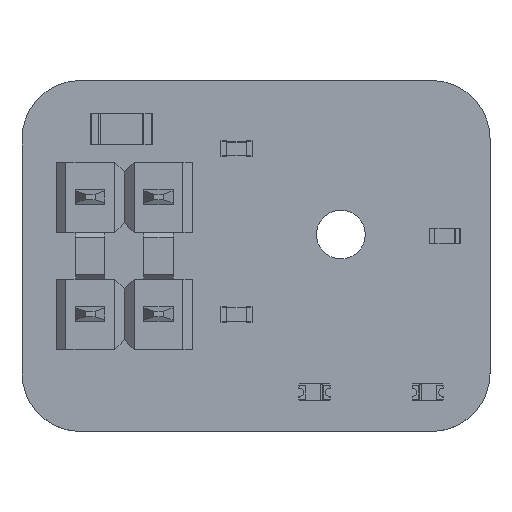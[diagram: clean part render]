
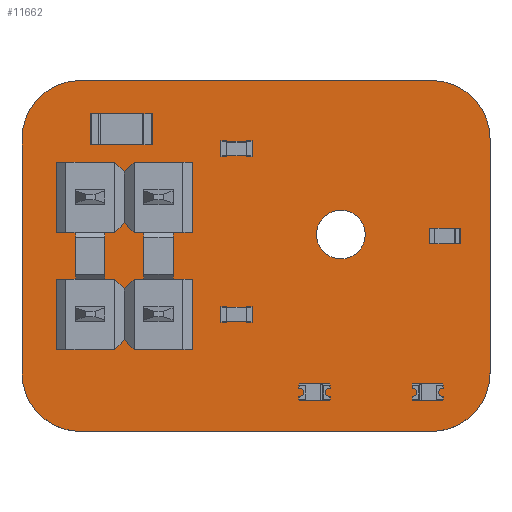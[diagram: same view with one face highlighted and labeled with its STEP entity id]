
A CAD part, top view. The second image highlights one B-rep face of the part: STEP entity #11662.
In plain terms, the highlighted planar face has unit normal (0, 0, 1).
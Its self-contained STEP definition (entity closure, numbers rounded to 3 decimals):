
#11458 = VERTEX_POINT('',#11459);
#11459 = CARTESIAN_POINT('',(164.,-82.,1.51));
#11465 = EDGE_CURVE('',#11458,#11466,#11468,.T.);
#11466 = VERTEX_POINT('',#11467);
#11467 = CARTESIAN_POINT('',(167.,-85.,1.51));
#11468 = CIRCLE('',#11469,3.);
#11469 = AXIS2_PLACEMENT_3D('',#11470,#11471,#11472);
#11470 = CARTESIAN_POINT('',(164.,-85.,1.51));
#11471 = DIRECTION('',(0.,0.,-1.));
#11472 = DIRECTION('',(0.,1.,0.));
#11500 = VERTEX_POINT('',#11501);
#11501 = CARTESIAN_POINT('',(146.,-82.,1.51));
#11507 = EDGE_CURVE('',#11500,#11458,#11508,.T.);
#11508 = LINE('',#11509,#11510);
#11509 = CARTESIAN_POINT('',(146.,-82.,1.51));
#11510 = VECTOR('',#11511,1.);
#11511 = DIRECTION('',(1.,0.,0.));
#11529 = EDGE_CURVE('',#11466,#11530,#11532,.T.);
#11530 = VERTEX_POINT('',#11531);
#11531 = CARTESIAN_POINT('',(167.,-97.,1.51));
#11532 = LINE('',#11533,#11534);
#11533 = CARTESIAN_POINT('',(167.,-85.,1.51));
#11534 = VECTOR('',#11535,1.);
#11535 = DIRECTION('',(0.,-1.,0.));
#11662 = ADVANCED_FACE('',(#11663,#11709,#11720,#11731,#11742,#11753),
  #11764,.T.);
#11663 = FACE_BOUND('',#11664,.T.);
#11664 = EDGE_LOOP('',(#11665,#11666,#11667,#11676,#11684,#11693,#11701,
    #11708));
#11665 = ORIENTED_EDGE('',*,*,#11465,.F.);
#11666 = ORIENTED_EDGE('',*,*,#11507,.F.);
#11667 = ORIENTED_EDGE('',*,*,#11668,.F.);
#11668 = EDGE_CURVE('',#11669,#11500,#11671,.T.);
#11669 = VERTEX_POINT('',#11670);
#11670 = CARTESIAN_POINT('',(143.,-85.,1.51));
#11671 = CIRCLE('',#11672,3.);
#11672 = AXIS2_PLACEMENT_3D('',#11673,#11674,#11675);
#11673 = CARTESIAN_POINT('',(146.,-85.,1.51));
#11674 = DIRECTION('',(0.,0.,-1.));
#11675 = DIRECTION('',(-1.,0.,0.));
#11676 = ORIENTED_EDGE('',*,*,#11677,.F.);
#11677 = EDGE_CURVE('',#11678,#11669,#11680,.T.);
#11678 = VERTEX_POINT('',#11679);
#11679 = CARTESIAN_POINT('',(143.,-97.,1.51));
#11680 = LINE('',#11681,#11682);
#11681 = CARTESIAN_POINT('',(143.,-97.,1.51));
#11682 = VECTOR('',#11683,1.);
#11683 = DIRECTION('',(0.,1.,0.));
#11684 = ORIENTED_EDGE('',*,*,#11685,.F.);
#11685 = EDGE_CURVE('',#11686,#11678,#11688,.T.);
#11686 = VERTEX_POINT('',#11687);
#11687 = CARTESIAN_POINT('',(146.,-100.,1.51));
#11688 = CIRCLE('',#11689,3.);
#11689 = AXIS2_PLACEMENT_3D('',#11690,#11691,#11692);
#11690 = CARTESIAN_POINT('',(146.,-97.,1.51));
#11691 = DIRECTION('',(0.,0.,-1.));
#11692 = DIRECTION('',(0.,-1.,-0.));
#11693 = ORIENTED_EDGE('',*,*,#11694,.F.);
#11694 = EDGE_CURVE('',#11695,#11686,#11697,.T.);
#11695 = VERTEX_POINT('',#11696);
#11696 = CARTESIAN_POINT('',(164.,-100.,1.51));
#11697 = LINE('',#11698,#11699);
#11698 = CARTESIAN_POINT('',(164.,-100.,1.51));
#11699 = VECTOR('',#11700,1.);
#11700 = DIRECTION('',(-1.,0.,0.));
#11701 = ORIENTED_EDGE('',*,*,#11702,.F.);
#11702 = EDGE_CURVE('',#11530,#11695,#11703,.T.);
#11703 = CIRCLE('',#11704,3.);
#11704 = AXIS2_PLACEMENT_3D('',#11705,#11706,#11707);
#11705 = CARTESIAN_POINT('',(164.,-97.,1.51));
#11706 = DIRECTION('',(0.,0.,-1.));
#11707 = DIRECTION('',(1.,0.,0.));
#11708 = ORIENTED_EDGE('',*,*,#11529,.F.);
#11709 = FACE_BOUND('',#11710,.T.);
#11710 = EDGE_LOOP('',(#11711));
#11711 = ORIENTED_EDGE('',*,*,#11712,.T.);
#11712 = EDGE_CURVE('',#11713,#11713,#11715,.T.);
#11713 = VERTEX_POINT('',#11714);
#11714 = CARTESIAN_POINT('',(146.5,-94.699,1.51));
#11715 = CIRCLE('',#11716,0.699);
#11716 = AXIS2_PLACEMENT_3D('',#11717,#11718,#11719);
#11717 = CARTESIAN_POINT('',(146.5,-94.,1.51));
#11718 = DIRECTION('',(-0.,0.,-1.));
#11719 = DIRECTION('',(-0.,-1.,0.));
#11720 = FACE_BOUND('',#11721,.T.);
#11721 = EDGE_LOOP('',(#11722));
#11722 = ORIENTED_EDGE('',*,*,#11723,.T.);
#11723 = EDGE_CURVE('',#11724,#11724,#11726,.T.);
#11724 = VERTEX_POINT('',#11725);
#11725 = CARTESIAN_POINT('',(150.,-94.699,1.51));
#11726 = CIRCLE('',#11727,0.699);
#11727 = AXIS2_PLACEMENT_3D('',#11728,#11729,#11730);
#11728 = CARTESIAN_POINT('',(150.,-94.,1.51));
#11729 = DIRECTION('',(-0.,0.,-1.));
#11730 = DIRECTION('',(-0.,-1.,0.));
#11731 = FACE_BOUND('',#11732,.T.);
#11732 = EDGE_LOOP('',(#11733));
#11733 = ORIENTED_EDGE('',*,*,#11734,.T.);
#11734 = EDGE_CURVE('',#11735,#11735,#11737,.T.);
#11735 = VERTEX_POINT('',#11736);
#11736 = CARTESIAN_POINT('',(146.5,-88.698,1.51));
#11737 = CIRCLE('',#11738,0.699);
#11738 = AXIS2_PLACEMENT_3D('',#11739,#11740,#11741);
#11739 = CARTESIAN_POINT('',(146.5,-88.,1.51));
#11740 = DIRECTION('',(-0.,0.,-1.));
#11741 = DIRECTION('',(-0.,-1.,0.));
#11742 = FACE_BOUND('',#11743,.T.);
#11743 = EDGE_LOOP('',(#11744));
#11744 = ORIENTED_EDGE('',*,*,#11745,.T.);
#11745 = EDGE_CURVE('',#11746,#11746,#11748,.T.);
#11746 = VERTEX_POINT('',#11747);
#11747 = CARTESIAN_POINT('',(150.,-88.698,1.51));
#11748 = CIRCLE('',#11749,0.699);
#11749 = AXIS2_PLACEMENT_3D('',#11750,#11751,#11752);
#11750 = CARTESIAN_POINT('',(150.,-88.,1.51));
#11751 = DIRECTION('',(-0.,0.,-1.));
#11752 = DIRECTION('',(-0.,-1.,0.));
#11753 = FACE_BOUND('',#11754,.T.);
#11754 = EDGE_LOOP('',(#11755));
#11755 = ORIENTED_EDGE('',*,*,#11756,.T.);
#11756 = EDGE_CURVE('',#11757,#11757,#11759,.T.);
#11757 = VERTEX_POINT('',#11758);
#11758 = CARTESIAN_POINT('',(159.35,-91.15,1.51));
#11759 = CIRCLE('',#11760,1.25);
#11760 = AXIS2_PLACEMENT_3D('',#11761,#11762,#11763);
#11761 = CARTESIAN_POINT('',(159.35,-89.9,1.51));
#11762 = DIRECTION('',(-0.,0.,-1.));
#11763 = DIRECTION('',(-0.,-1.,0.));
#11764 = PLANE('',#11765);
#11765 = AXIS2_PLACEMENT_3D('',#11766,#11767,#11768);
#11766 = CARTESIAN_POINT('',(0.,0.,1.51));
#11767 = DIRECTION('',(0.,0.,1.));
#11768 = DIRECTION('',(1.,0.,-0.));
